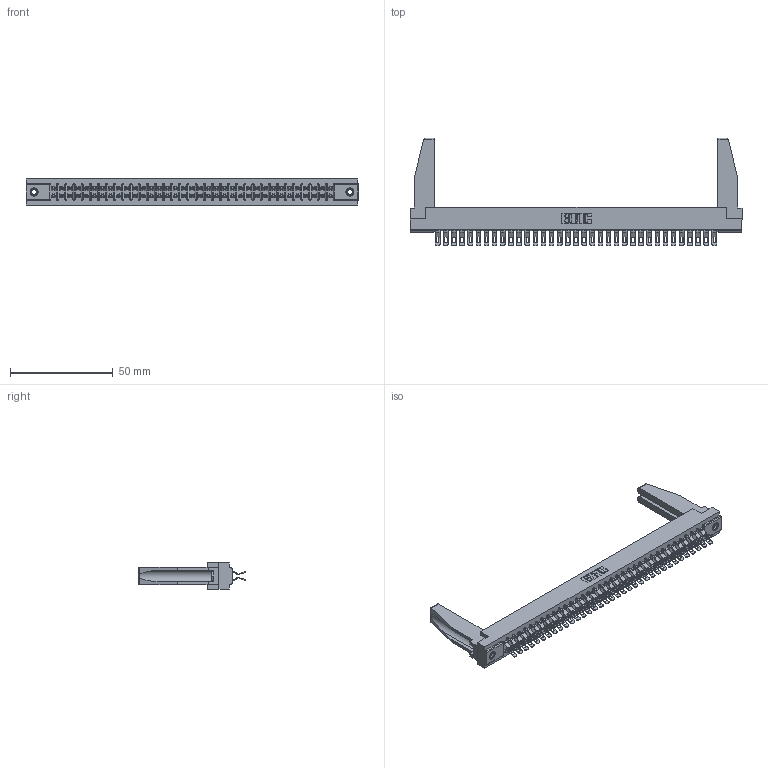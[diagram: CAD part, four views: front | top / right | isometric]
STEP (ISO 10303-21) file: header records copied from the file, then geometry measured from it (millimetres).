
FILE_DESCRIPTION (( 'STEP AP203' ), '1' );
FILE_NAME ('357-070-555-278.STEP', '2019-09-19T10:39:15', ( '' ), ( '' ), 'SwSTEP 2.0', 'SolidWorks 2016', '' );
FILE_SCHEMA (( 'CONFIG_CONTROL_DESIGN' ));
Length unit declared in the file: inch
Products named in the file (5): 357-070-555-278; 307 Part_.156 Dia Mounting Holes; 307-220-078; 345-250-001_345-250-001-102; 307-290-001_555
Assembly tree (75 placements, depth 2):
  357-070-555-278
    307 Part_.156 Dia Mounting Holes
    307-290-001_555  x70
    307-220-078  x2
    345-250-001_345-250-001-102  x2
Bounding box: 161.7 x 52.45 x 12.7 mm (x, y, z)
Volume: 21346.8 mm3; surface area: 26075.8 mm2
Topology: 75 solids, 75 shells, 4554 faces, 13323 edges, 8682 vertices
Faces by surface type: plane 2534, cylinder 1932, sphere 72, cone 12, torus 4
Entity records: 34964 total; most frequent: CARTESIAN_POINT 5737, ORIENTED_EDGE 5646, DIRECTION 5583, EDGE_CURVE 2823, LINE 2155, VECTOR 2155, VERTEX_POINT 1826, AXIS2_PLACEMENT_3D 1714
